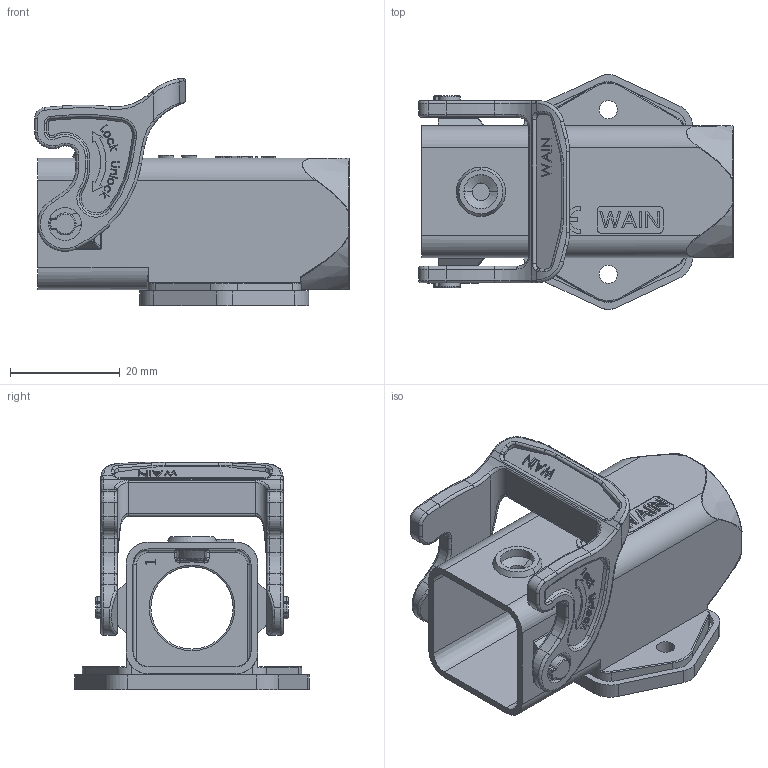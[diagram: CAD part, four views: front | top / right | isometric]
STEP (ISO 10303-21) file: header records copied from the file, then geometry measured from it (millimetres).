
FILE_DESCRIPTION((''),'2;1');
FILE_NAME('PRT0225','2021-01-28T',('lian.chen'),(''),'PRO/ENGINEER BY PARAMETRIC TECHNOLOGY CORPORATION, 2012480','PRO/ENGINEER BY PARAMETRIC TECHNOLOGY CORPORATION, 2012480','');
FILE_SCHEMA(('AUTOMOTIVE_DESIGN { 1 0 10303 214 1 1 1 1 }'));
Length unit declared in the file: millimetre
Products named in the file (1): PRT0225
Bounding box: 57.36 x 42.77 x 41.43 mm (x, y, z)
Volume: 6 mm3; surface area: 14559.1 mm2
Topology: 2 solids, 5 shells, 1015 faces, 2670 edges, 1680 vertices
Faces by surface type: plane 394, cylinder 221, bspline 214, torus 108, cone 36, sphere 24, extrusion 18
Entity records: 42969 total; most frequent: CARTESIAN_POINT 19322, ORIENTED_EDGE 5270, DIRECTION 4184, EDGE_CURVE 2644, VERTEX_POINT 1680, AXIS2_PLACEMENT_3D 1420, VECTOR 1344, LINE 1326
